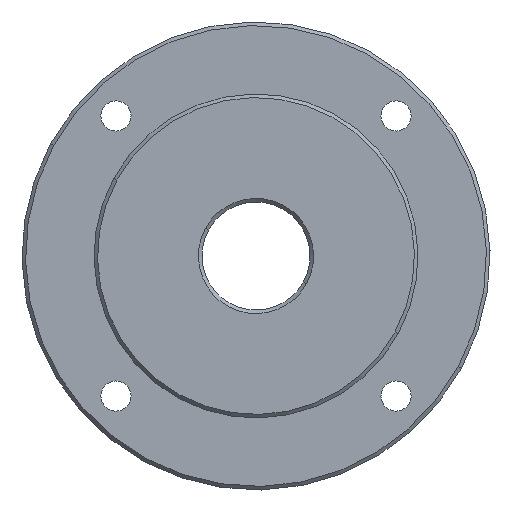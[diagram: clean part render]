
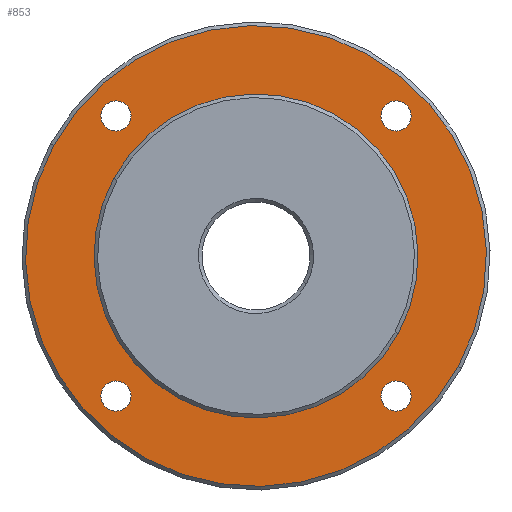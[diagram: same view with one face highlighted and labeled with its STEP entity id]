
A CAD part, left-side view. The second image highlights one B-rep face of the part: STEP entity #853.
In plain terms, the highlighted planar face has unit normal (-1, 0, 0).
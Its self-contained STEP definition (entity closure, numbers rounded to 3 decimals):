
#63=CARTESIAN_POINT('Vertex',(-96.,35.216,36.883)) ;
#77=CARTESIAN_POINT('Vertex',(-96.,42.566,40.899)) ;
#80=CARTESIAN_POINT('Axis2P3D Location',(-96.,38.891,38.891)) ;
#97=CARTESIAN_POINT('Axis2P3D Location',(-96.,38.891,38.891)) ;
#304=CARTESIAN_POINT('Vertex',(-96.,-56.165,-30.683)) ;
#307=CARTESIAN_POINT('Axis2P3D Location',(-96.,0.,0.)) ;
#311=CARTESIAN_POINT('Vertex',(-96.,56.165,30.683)) ;
#326=CARTESIAN_POINT('Axis2P3D Location',(-96.,0.,0.)) ;
#343=CARTESIAN_POINT('Axis2P3D Location',(-96.,0.,0.)) ;
#347=CARTESIAN_POINT('Vertex',(-96.,39.491,21.574)) ;
#349=CARTESIAN_POINT('Vertex',(-96.,-39.491,-21.574)) ;
#378=CARTESIAN_POINT('Axis2P3D Location',(-96.,0.,0.)) ;
#704=CARTESIAN_POINT('Vertex',(-96.,35.216,-40.899)) ;
#711=CARTESIAN_POINT('Vertex',(-96.,42.566,-36.883)) ;
#714=CARTESIAN_POINT('Axis2P3D Location',(-96.,38.891,-38.891)) ;
#726=CARTESIAN_POINT('Axis2P3D Location',(-96.,38.891,-38.891)) ;
#747=CARTESIAN_POINT('Vertex',(-96.,-42.566,-40.899)) ;
#754=CARTESIAN_POINT('Vertex',(-96.,-35.216,-36.883)) ;
#757=CARTESIAN_POINT('Axis2P3D Location',(-96.,-38.891,-38.891)) ;
#769=CARTESIAN_POINT('Axis2P3D Location',(-96.,-38.891,-38.891)) ;
#790=CARTESIAN_POINT('Vertex',(-96.,-42.566,36.883)) ;
#797=CARTESIAN_POINT('Vertex',(-96.,-35.216,40.899)) ;
#800=CARTESIAN_POINT('Axis2P3D Location',(-96.,-38.891,38.891)) ;
#812=CARTESIAN_POINT('Axis2P3D Location',(-96.,-38.891,38.891)) ;
#824=CARTESIAN_POINT('Axis2P3D Location',(-96.,45.,0.)) ;
#81=DIRECTION('Axis2P3D Direction',(1.,0.,-0.)) ;
#98=DIRECTION('Axis2P3D Direction',(1.,0.,-0.)) ;
#308=DIRECTION('Axis2P3D Direction',(1.,0.,0.)) ;
#327=DIRECTION('Axis2P3D Direction',(1.,0.,0.)) ;
#344=DIRECTION('Axis2P3D Direction',(1.,0.,0.)) ;
#379=DIRECTION('Axis2P3D Direction',(1.,0.,0.)) ;
#715=DIRECTION('Axis2P3D Direction',(1.,0.,-0.)) ;
#727=DIRECTION('Axis2P3D Direction',(1.,0.,-0.)) ;
#758=DIRECTION('Axis2P3D Direction',(1.,0.,-0.)) ;
#770=DIRECTION('Axis2P3D Direction',(1.,0.,-0.)) ;
#801=DIRECTION('Axis2P3D Direction',(1.,0.,-0.)) ;
#813=DIRECTION('Axis2P3D Direction',(1.,0.,-0.)) ;
#825=DIRECTION('Axis2P3D Direction',(1.,0.,0.)) ;
#826=DIRECTION('Axis2P3D XDirection',(0.,1.,0.)) ;
#82=AXIS2_PLACEMENT_3D('Circle Axis2P3D',#80,#81,$) ;
#99=AXIS2_PLACEMENT_3D('Circle Axis2P3D',#97,#98,$) ;
#309=AXIS2_PLACEMENT_3D('Circle Axis2P3D',#307,#308,$) ;
#328=AXIS2_PLACEMENT_3D('Circle Axis2P3D',#326,#327,$) ;
#345=AXIS2_PLACEMENT_3D('Circle Axis2P3D',#343,#344,$) ;
#380=AXIS2_PLACEMENT_3D('Circle Axis2P3D',#378,#379,$) ;
#716=AXIS2_PLACEMENT_3D('Circle Axis2P3D',#714,#715,$) ;
#728=AXIS2_PLACEMENT_3D('Circle Axis2P3D',#726,#727,$) ;
#759=AXIS2_PLACEMENT_3D('Circle Axis2P3D',#757,#758,$) ;
#771=AXIS2_PLACEMENT_3D('Circle Axis2P3D',#769,#770,$) ;
#802=AXIS2_PLACEMENT_3D('Circle Axis2P3D',#800,#801,$) ;
#814=AXIS2_PLACEMENT_3D('Circle Axis2P3D',#812,#813,$) ;
#827=AXIS2_PLACEMENT_3D('Plane Axis2P3D',#824,#825,#826) ;
#830=ORIENTED_EDGE('',*,*,#330,.F.) ;
#831=ORIENTED_EDGE('',*,*,#313,.F.) ;
#834=ORIENTED_EDGE('',*,*,#84,.T.) ;
#835=ORIENTED_EDGE('',*,*,#101,.T.) ;
#838=ORIENTED_EDGE('',*,*,#804,.T.) ;
#839=ORIENTED_EDGE('',*,*,#816,.T.) ;
#842=ORIENTED_EDGE('',*,*,#761,.T.) ;
#843=ORIENTED_EDGE('',*,*,#773,.T.) ;
#846=ORIENTED_EDGE('',*,*,#718,.T.) ;
#847=ORIENTED_EDGE('',*,*,#730,.T.) ;
#850=ORIENTED_EDGE('',*,*,#382,.T.) ;
#851=ORIENTED_EDGE('',*,*,#351,.T.) ;
#836=FACE_BOUND('',#833,.T.) ;
#840=FACE_BOUND('',#837,.T.) ;
#844=FACE_BOUND('',#841,.T.) ;
#848=FACE_BOUND('',#845,.T.) ;
#852=FACE_BOUND('',#849,.T.) ;
#853=ADVANCED_FACE('Corps principal',(#832,#836,#840,#844,#848,#852),#828,.F.) ;
#83=CIRCLE('generated circle',#82,4.188) ;
#100=CIRCLE('generated circle',#99,4.188) ;
#310=CIRCLE('generated circle',#309,64.) ;
#329=CIRCLE('generated circle',#328,64.) ;
#346=CIRCLE('generated circle',#345,45.) ;
#381=CIRCLE('generated circle',#380,45.) ;
#717=CIRCLE('generated circle',#716,4.188) ;
#729=CIRCLE('generated circle',#728,4.188) ;
#760=CIRCLE('generated circle',#759,4.188) ;
#772=CIRCLE('generated circle',#771,4.188) ;
#803=CIRCLE('generated circle',#802,4.188) ;
#815=CIRCLE('generated circle',#814,4.188) ;
#84=EDGE_CURVE('',#64,#78,#83,.T.) ;
#101=EDGE_CURVE('',#78,#64,#100,.T.) ;
#313=EDGE_CURVE('',#305,#312,#310,.T.) ;
#330=EDGE_CURVE('',#312,#305,#329,.T.) ;
#351=EDGE_CURVE('',#348,#350,#346,.T.) ;
#382=EDGE_CURVE('',#350,#348,#381,.T.) ;
#718=EDGE_CURVE('',#705,#712,#717,.T.) ;
#730=EDGE_CURVE('',#712,#705,#729,.T.) ;
#761=EDGE_CURVE('',#748,#755,#760,.T.) ;
#773=EDGE_CURVE('',#755,#748,#772,.T.) ;
#804=EDGE_CURVE('',#791,#798,#803,.T.) ;
#816=EDGE_CURVE('',#798,#791,#815,.T.) ;
#829=EDGE_LOOP('',(#830,#831)) ;
#833=EDGE_LOOP('',(#834,#835)) ;
#837=EDGE_LOOP('',(#838,#839)) ;
#841=EDGE_LOOP('',(#842,#843)) ;
#845=EDGE_LOOP('',(#846,#847)) ;
#849=EDGE_LOOP('',(#850,#851)) ;
#832=FACE_OUTER_BOUND('',#829,.T.) ;
#828=PLANE('',#827) ;
#64=VERTEX_POINT('',#63) ;
#78=VERTEX_POINT('',#77) ;
#305=VERTEX_POINT('',#304) ;
#312=VERTEX_POINT('',#311) ;
#348=VERTEX_POINT('',#347) ;
#350=VERTEX_POINT('',#349) ;
#705=VERTEX_POINT('',#704) ;
#712=VERTEX_POINT('',#711) ;
#748=VERTEX_POINT('',#747) ;
#755=VERTEX_POINT('',#754) ;
#791=VERTEX_POINT('',#790) ;
#798=VERTEX_POINT('',#797) ;
